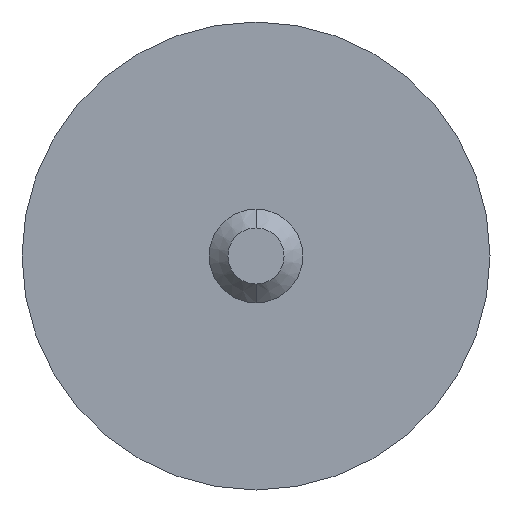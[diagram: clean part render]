
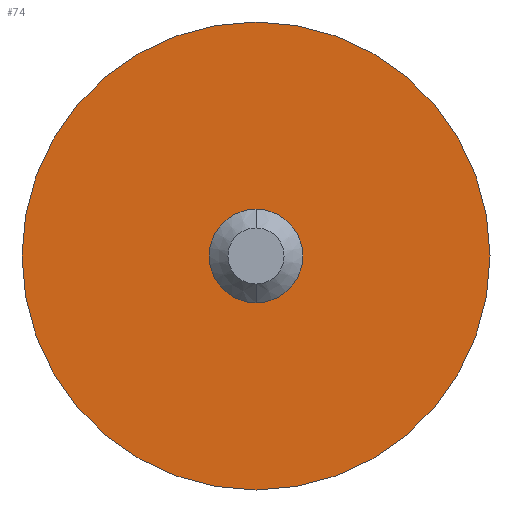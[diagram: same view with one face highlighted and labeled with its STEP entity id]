
A CAD part, front view. The second image highlights one B-rep face of the part: STEP entity #74.
In plain terms, the highlighted planar face has unit normal (0, -1, 0).
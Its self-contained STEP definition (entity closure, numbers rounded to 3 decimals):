
#8 = CARTESIAN_POINT ( 'NONE',  ( 0., 0., -12.5 ) ) ;
#53 = AXIS2_PLACEMENT_3D ( 'NONE', #697, #182, #632 ) ;
#55 = EDGE_CURVE ( 'NONE', #305, #486, #289, .T. ) ;
#74 = ADVANCED_FACE ( 'NONE', ( #380, #569 ), #693, .F. ) ;
#83 = DIRECTION ( 'NONE',  ( 0., 1., 0. ) ) ;
#87 = CIRCLE ( 'NONE', #170, 12.5 ) ;
#102 = CARTESIAN_POINT ( 'NONE',  ( 0., 0., -2.5 ) ) ;
#131 = ORIENTED_EDGE ( 'NONE', *, *, #408, .F. ) ;
#134 = CARTESIAN_POINT ( 'NONE',  ( 0., 0., 0. ) ) ;
#164 = CIRCLE ( 'NONE', #53, 2.5 ) ;
#170 = AXIS2_PLACEMENT_3D ( 'NONE', #134, #523, #396 ) ;
#182 = DIRECTION ( 'NONE',  ( 0., 1., 0. ) ) ;
#196 = ORIENTED_EDGE ( 'NONE', *, *, #55, .F. ) ;
#201 = AXIS2_PLACEMENT_3D ( 'NONE', #237, #484, #260 ) ;
#213 = VERTEX_POINT ( 'NONE', #227 ) ;
#227 = CARTESIAN_POINT ( 'NONE',  ( 0., 0., 2.5 ) ) ;
#237 = CARTESIAN_POINT ( 'NONE',  ( 0., 0., 0. ) ) ;
#260 = DIRECTION ( 'NONE',  ( 0., 0., 1. ) ) ;
#276 = CARTESIAN_POINT ( 'NONE',  ( 0., 0., 0. ) ) ;
#289 = CIRCLE ( 'NONE', #552, 12.5 ) ;
#304 = DIRECTION ( 'NONE',  ( 0., 0., 1. ) ) ;
#305 = VERTEX_POINT ( 'NONE', #431 ) ;
#344 = ORIENTED_EDGE ( 'NONE', *, *, #602, .T. ) ;
#379 = EDGE_LOOP ( 'NONE', ( #131, #196 ) ) ;
#380 = FACE_BOUND ( 'NONE', #578, .T. ) ;
#396 = DIRECTION ( 'NONE',  ( 0., 0., 1. ) ) ;
#408 = EDGE_CURVE ( 'NONE', #486, #305, #87, .T. ) ;
#431 = CARTESIAN_POINT ( 'NONE',  ( 0., 0., 12.5 ) ) ;
#484 = DIRECTION ( 'NONE',  ( 0., 1., 0. ) ) ;
#486 = VERTEX_POINT ( 'NONE', #8 ) ;
#513 = ORIENTED_EDGE ( 'NONE', *, *, #666, .T. ) ;
#523 = DIRECTION ( 'NONE',  ( 0., 1., 0. ) ) ;
#525 = DIRECTION ( 'NONE',  ( 0., 0., 1. ) ) ;
#552 = AXIS2_PLACEMENT_3D ( 'NONE', #276, #83, #525 ) ;
#569 = FACE_OUTER_BOUND ( 'NONE', #379, .T. ) ;
#578 = EDGE_LOOP ( 'NONE', ( #344, #513 ) ) ;
#602 = EDGE_CURVE ( 'NONE', #213, #621, #802, .T. ) ;
#621 = VERTEX_POINT ( 'NONE', #102 ) ;
#624 = DIRECTION ( 'NONE',  ( 0., 1., 0. ) ) ;
#632 = DIRECTION ( 'NONE',  ( 0., 0., 1. ) ) ;
#666 = EDGE_CURVE ( 'NONE', #621, #213, #164, .T. ) ;
#689 = CARTESIAN_POINT ( 'NONE',  ( 0., 0., 0. ) ) ;
#693 = PLANE ( 'NONE',  #201 ) ;
#697 = CARTESIAN_POINT ( 'NONE',  ( 0., 0., 0. ) ) ;
#733 = AXIS2_PLACEMENT_3D ( 'NONE', #689, #624, #304 ) ;
#802 = CIRCLE ( 'NONE', #733, 2.5 ) ;
